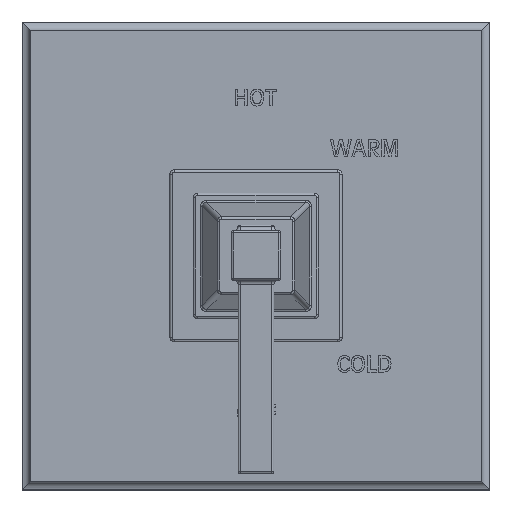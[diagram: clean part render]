
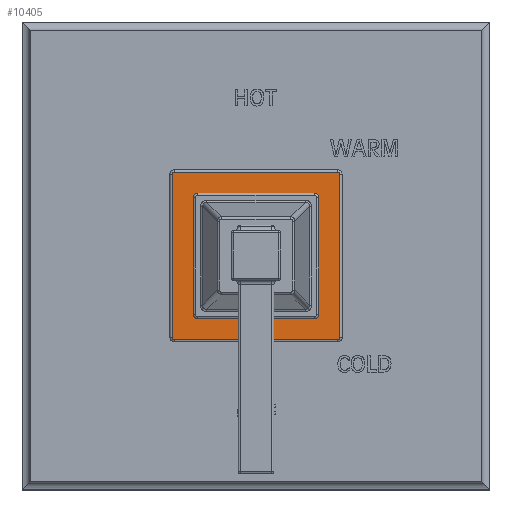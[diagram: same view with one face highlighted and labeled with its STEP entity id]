
A CAD part, top view. The second image highlights one B-rep face of the part: STEP entity #10405.
In plain terms, the highlighted planar face has unit normal (0, 0, 1).
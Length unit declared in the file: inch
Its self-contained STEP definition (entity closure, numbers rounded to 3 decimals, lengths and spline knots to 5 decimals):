
#2752=CARTESIAN_POINT('',(1.135,1.135,0.723));
#2753=DIRECTION('',(0.,0.,1.));
#2754=DIRECTION('',(1.,0.,0.));
#2755=AXIS2_PLACEMENT_3D('',#2752,#2753,#2754);
#2757=DIRECTION('',(0.,1.,0.));
#2758=VECTOR('',#2757,2.27);
#2759=CARTESIAN_POINT('',(1.165,-1.135,0.723));
#2760=LINE('',#2759,#2758);
#2761=CARTESIAN_POINT('',(1.135,-1.135,0.723));
#2762=DIRECTION('',(0.,0.,1.));
#2763=DIRECTION('',(0.,-1.,0.));
#2764=AXIS2_PLACEMENT_3D('',#2761,#2762,#2763);
#2766=DIRECTION('',(1.,0.,0.));
#2767=VECTOR('',#2766,2.27);
#2768=CARTESIAN_POINT('',(-1.135,-1.165,0.723));
#2769=LINE('',#2768,#2767);
#2770=CARTESIAN_POINT('',(-1.135,-1.135,0.723));
#2771=DIRECTION('',(0.,0.,1.));
#2772=DIRECTION('',(-1.,0.,0.));
#2773=AXIS2_PLACEMENT_3D('',#2770,#2771,#2772);
#2775=DIRECTION('',(0.,-1.,0.));
#2776=VECTOR('',#2775,2.27);
#2777=CARTESIAN_POINT('',(-1.165,1.135,0.723));
#2778=LINE('',#2777,#2776);
#2779=CARTESIAN_POINT('',(-1.135,1.135,0.723));
#2780=DIRECTION('',(0.,0.,1.));
#2781=DIRECTION('',(0.,1.,0.));
#2782=AXIS2_PLACEMENT_3D('',#2779,#2780,#2781);
#2784=DIRECTION('',(-1.,0.,0.));
#2785=VECTOR('',#2784,2.27);
#2786=CARTESIAN_POINT('',(1.135,1.165,0.723));
#2787=LINE('',#2786,#2785);
#3350=DIRECTION('',(0.,1.,0.));
#3351=VECTOR('',#3350,1.04);
#3352=CARTESIAN_POINT('',(-0.75,-0.52,0.723));
#3353=LINE('',#3352,#3351);
#3362=CARTESIAN_POINT('',(-0.52,0.52,0.723));
#3363=DIRECTION('',(0.,0.,1.));
#3364=DIRECTION('',(0.,1.,0.));
#3365=AXIS2_PLACEMENT_3D('',#3362,#3363,#3364);
#3372=DIRECTION('',(1.,0.,0.));
#3373=VECTOR('',#3372,1.04);
#3374=CARTESIAN_POINT('',(-0.52,0.75,0.723));
#3375=LINE('',#3374,#3373);
#3384=CARTESIAN_POINT('',(0.52,0.52,0.723));
#3385=DIRECTION('',(0.,0.,1.));
#3386=DIRECTION('',(1.,0.,0.));
#3387=AXIS2_PLACEMENT_3D('',#3384,#3385,#3386);
#3394=DIRECTION('',(0.,-1.,0.));
#3395=VECTOR('',#3394,1.04);
#3396=CARTESIAN_POINT('',(0.75,0.52,0.723));
#3397=LINE('',#3396,#3395);
#3406=CARTESIAN_POINT('',(0.52,-0.52,0.723));
#3407=DIRECTION('',(0.,0.,1.));
#3408=DIRECTION('',(0.,-1.,0.));
#3409=AXIS2_PLACEMENT_3D('',#3406,#3407,#3408);
#3416=DIRECTION('',(-1.,0.,0.));
#3417=VECTOR('',#3416,1.04);
#3418=CARTESIAN_POINT('',(0.52,-0.75,0.723));
#3419=LINE('',#3418,#3417);
#3428=CARTESIAN_POINT('',(-0.52,-0.52,0.723));
#3429=DIRECTION('',(0.,0.,1.));
#3430=DIRECTION('',(-1.,0.,0.));
#3431=AXIS2_PLACEMENT_3D('',#3428,#3429,#3430);
#6312=CARTESIAN_POINT('',(1.165,1.135,0.723));
#6313=CARTESIAN_POINT('',(1.135,1.165,0.723));
#6314=VERTEX_POINT('',#6312);
#6315=VERTEX_POINT('',#6313);
#6320=CARTESIAN_POINT('',(-1.135,1.165,0.723));
#6321=VERTEX_POINT('',#6320);
#6324=CARTESIAN_POINT('',(-1.165,1.135,0.723));
#6325=VERTEX_POINT('',#6324);
#6328=CARTESIAN_POINT('',(-1.165,-1.135,0.723));
#6329=VERTEX_POINT('',#6328);
#6332=CARTESIAN_POINT('',(-1.135,-1.165,0.723));
#6333=VERTEX_POINT('',#6332);
#6336=CARTESIAN_POINT('',(1.135,-1.165,0.723));
#6337=VERTEX_POINT('',#6336);
#6340=CARTESIAN_POINT('',(1.165,-1.135,0.723));
#6341=VERTEX_POINT('',#6340);
#6398=CARTESIAN_POINT('',(-0.75,-0.52,0.723));
#6399=CARTESIAN_POINT('',(-0.75,0.52,0.723));
#6400=VERTEX_POINT('',#6398);
#6401=VERTEX_POINT('',#6399);
#6402=CARTESIAN_POINT('',(-0.52,0.75,0.723));
#6403=CARTESIAN_POINT('',(0.52,0.75,0.723));
#6404=VERTEX_POINT('',#6402);
#6405=VERTEX_POINT('',#6403);
#6406=CARTESIAN_POINT('',(0.75,0.52,0.723));
#6407=CARTESIAN_POINT('',(0.75,-0.52,0.723));
#6408=VERTEX_POINT('',#6406);
#6409=VERTEX_POINT('',#6407);
#6410=CARTESIAN_POINT('',(0.52,-0.75,0.723));
#6411=CARTESIAN_POINT('',(-0.52,-0.75,0.723));
#6412=VERTEX_POINT('',#6410);
#6413=VERTEX_POINT('',#6411);
#10365=CARTESIAN_POINT('',(0.,0.,0.723));
#10366=DIRECTION('',(0.,0.,1.));
#10367=DIRECTION('',(0.,1.,0.));
#10368=AXIS2_PLACEMENT_3D('',#10365,#10366,#10367);
#10369=PLANE('',#10368);
#10371=ORIENTED_EDGE('',*,*,#10370,.F.);
#10373=ORIENTED_EDGE('',*,*,#10372,.F.);
#10375=ORIENTED_EDGE('',*,*,#10374,.F.);
#10377=ORIENTED_EDGE('',*,*,#10376,.F.);
#10379=ORIENTED_EDGE('',*,*,#10378,.F.);
#10380=ORIENTED_EDGE('',*,*,#10355,.F.);
#10382=ORIENTED_EDGE('',*,*,#10381,.F.);
#10384=ORIENTED_EDGE('',*,*,#10383,.F.);
#10385=EDGE_LOOP('',(#10371,#10373,#10375,#10377,#10379,#10380,#10382,#10384));
#10386=FACE_OUTER_BOUND('',#10385,.F.);
#10388=ORIENTED_EDGE('',*,*,#10387,.F.);
#10390=ORIENTED_EDGE('',*,*,#10389,.T.);
#10392=ORIENTED_EDGE('',*,*,#10391,.F.);
#10394=ORIENTED_EDGE('',*,*,#10393,.T.);
#10396=ORIENTED_EDGE('',*,*,#10395,.F.);
#10398=ORIENTED_EDGE('',*,*,#10397,.T.);
#10400=ORIENTED_EDGE('',*,*,#10399,.F.);
#10402=ORIENTED_EDGE('',*,*,#10401,.T.);
#10403=EDGE_LOOP('',(#10388,#10390,#10392,#10394,#10396,#10398,#10400,#10402));
#10404=FACE_BOUND('',#10403,.F.);
#10405=ADVANCED_FACE('',(#10386,#10404),#10369,.T.);
#2756=CIRCLE('',#2755,0.03);
#2765=CIRCLE('',#2764,0.03);
#2774=CIRCLE('',#2773,0.03);
#2783=CIRCLE('',#2782,0.03);
#3366=CIRCLE('',#3365,0.23);
#3388=CIRCLE('',#3387,0.23);
#3410=CIRCLE('',#3409,0.23);
#3432=CIRCLE('',#3431,0.23);
#10355=EDGE_CURVE('',#6325,#6329,#2778,.T.);
#10370=EDGE_CURVE('',#6314,#6315,#2756,.T.);
#10372=EDGE_CURVE('',#6341,#6314,#2760,.T.);
#10374=EDGE_CURVE('',#6337,#6341,#2765,.T.);
#10376=EDGE_CURVE('',#6333,#6337,#2769,.T.);
#10378=EDGE_CURVE('',#6329,#6333,#2774,.T.);
#10381=EDGE_CURVE('',#6321,#6325,#2783,.T.);
#10383=EDGE_CURVE('',#6315,#6321,#2787,.T.);
#10387=EDGE_CURVE('',#6400,#6401,#3353,.T.);
#10389=EDGE_CURVE('',#6400,#6413,#3432,.T.);
#10391=EDGE_CURVE('',#6412,#6413,#3419,.T.);
#10393=EDGE_CURVE('',#6412,#6409,#3410,.T.);
#10395=EDGE_CURVE('',#6408,#6409,#3397,.T.);
#10397=EDGE_CURVE('',#6408,#6405,#3388,.T.);
#10399=EDGE_CURVE('',#6404,#6405,#3375,.T.);
#10401=EDGE_CURVE('',#6404,#6401,#3366,.T.);
